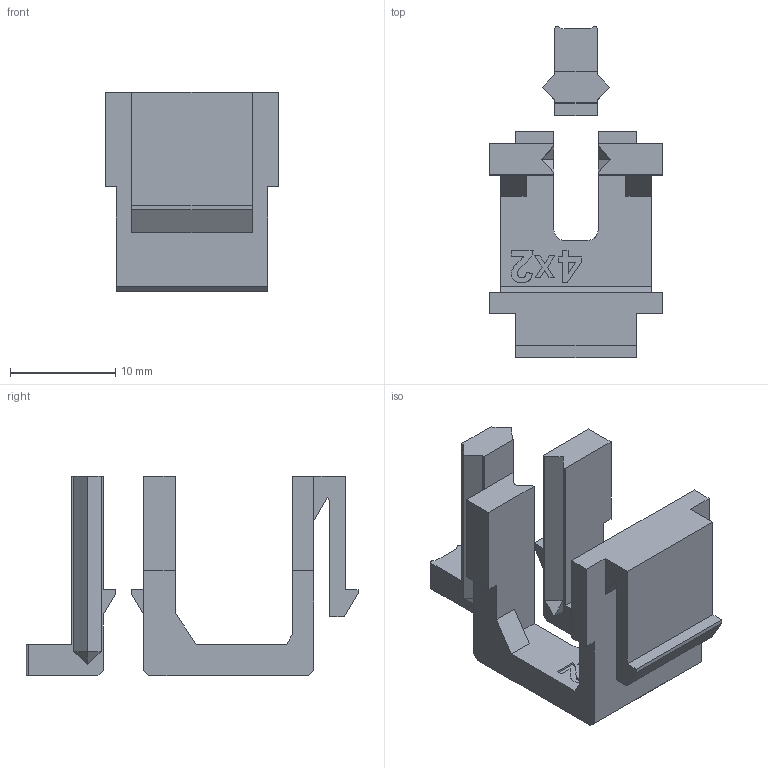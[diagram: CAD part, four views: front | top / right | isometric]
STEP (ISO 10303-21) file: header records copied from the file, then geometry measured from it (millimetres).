
FILE_DESCRIPTION(/* description */ (''),/* implementation_level */ '2;1');
FILE_NAME(/* name */ 'keystone_passthrough_4x2mm_v2',/* time_stamp */ '2025-08-03T12:02:33+09:00',/* author */ (''),/* organization */ (''),/* preprocessor_version */ 'ST-DEVELOPER v16.5',/* originating_system */ '',/* authorisation */ '');
FILE_SCHEMA (('AUTOMOTIVE_DESIGN'));
Length unit declared in the file: millimetre
Products named in the file (1): Document
Bounding box: 16.5 x 31.6 x 19 mm (x, y, z)
Volume: 2241.2 mm3; surface area: 2595.1 mm2
Topology: 2 solids, 2 shells, 123 faces, 341 edges, 226 vertices
Faces by surface type: plane 106, bspline 17
Entity records: 3606 total; most frequent: CARTESIAN_POINT 1310, ORIENTED_EDGE 682, EDGE_CURVE 341, B_SPLINE_CURVE_WITH_KNOTS 299, VERTEX_POINT 226, EDGE_LOOP 127, ADVANCED_FACE 123, FACE_OUTER_BOUND 123
